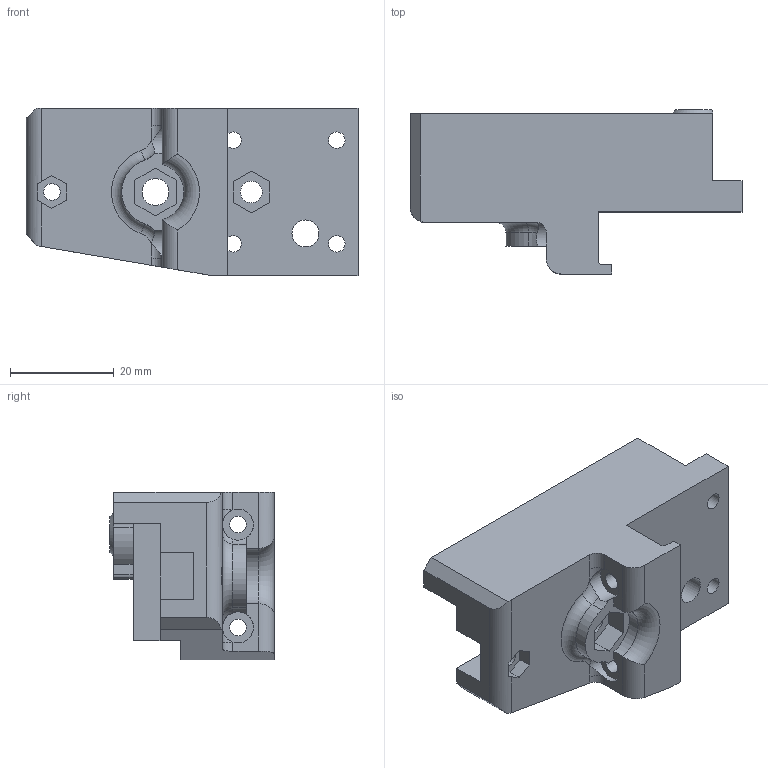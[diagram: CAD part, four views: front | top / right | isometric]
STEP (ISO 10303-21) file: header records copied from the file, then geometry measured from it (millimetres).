
FILE_DESCRIPTION(/* description */ (''),/* implementation_level */ '2;1');
FILE_NAME(/* name */ 'XYHD9_CFx_YCarriage_LH_LowerBody Beta.1.step',/* time_stamp */ '2022-02-26T13:23:13-05:00',/* author */ (''),/* organization */ (''),/* preprocessor_version */ 'ST-DEVELOPER v18.1',/* originating_system */ 'Autodesk Translation Framework v10.13.0.1454',/* authorisation */ '');
FILE_SCHEMA (('AUTOMOTIVE_DESIGN { 1 0 10303 214 3 1 1 }'));
Length unit declared in the file: millimetre
Products named in the file (1): XYHD9_CFx_YCarriage_LH_LowerBody
Bounding box: 64.1 x 31.75 x 32.4 mm (x, y, z)
Volume: 25876.9 mm3; surface area: 9996.2 mm2
Topology: 1 solids, 1 shells, 123 faces, 337 edges, 221 vertices
Faces by surface type: plane 81, cylinder 35, torus 4, cone 3
Full cylindrical faces by diameter (mm): 3.2 x7, 4.2 x1, 5.2 x3, 6 x2
Entity records: 4030 total; most frequent: CARTESIAN_POINT 782, ORIENTED_EDGE 674, DIRECTION 655, EDGE_CURVE 337, LINE 241, VECTOR 241, VERTEX_POINT 221, AXIS2_PLACEMENT_3D 207
